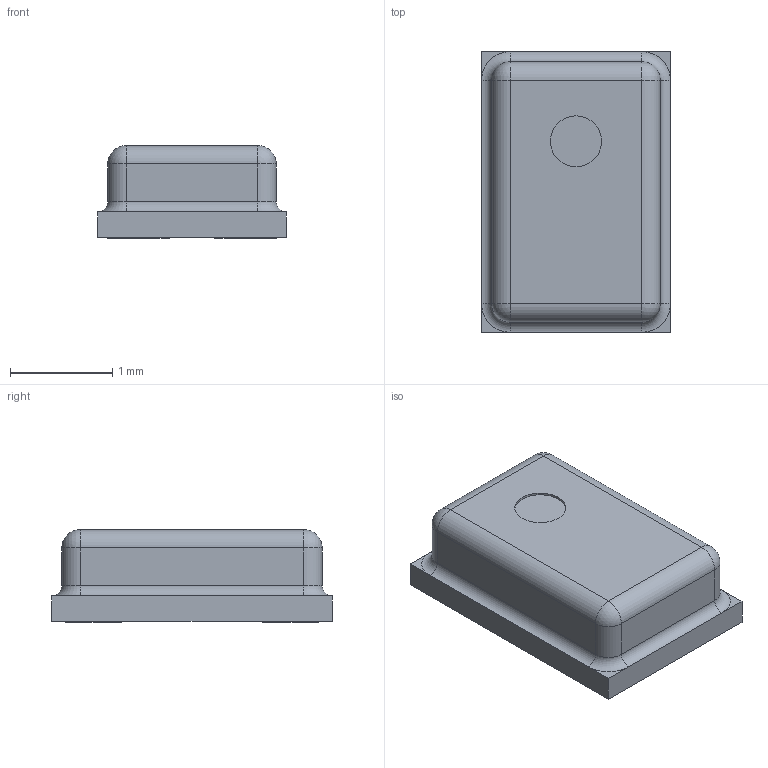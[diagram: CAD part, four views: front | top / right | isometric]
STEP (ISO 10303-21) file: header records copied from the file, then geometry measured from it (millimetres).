
FILE_DESCRIPTION (( 'STEP AP214' ), '1' );
FILE_NAME ('MIC-SMD_4P-L2.8-W1.9-P1.84-TL_ZTS6117.step', '2022-07-04T12:01:03', ( '' ), ( '' ), 'SwSTEP 2.0', 'SolidWorks 2020', '' );
FILE_SCHEMA (( 'AUTOMOTIVE_DESIGN' ));
Length unit declared in the file: millimetre
Products named in the file (1): MIC-SMD_4P-L2.8-W1.9-P1.84-TL_ZTS6117
Bounding box: 1.85 x 2.75 x 0.91 mm (x, y, z)
Volume: 4 mm3; surface area: 16.9 mm2
Topology: 1 solids, 1 shells, 281 faces, 741 edges, 482 vertices
Faces by surface type: plane 161, bspline 98, cylinder 14, sphere 4, torus 4
Entity records: 12196 total; most frequent: CARTESIAN_POINT 2807, ORIENTED_EDGE 1474, DIRECTION 937, EDGE_CURVE 737, LINE 505, VECTOR 505, VERTEX_POINT 482, EDGE_LOOP 305
